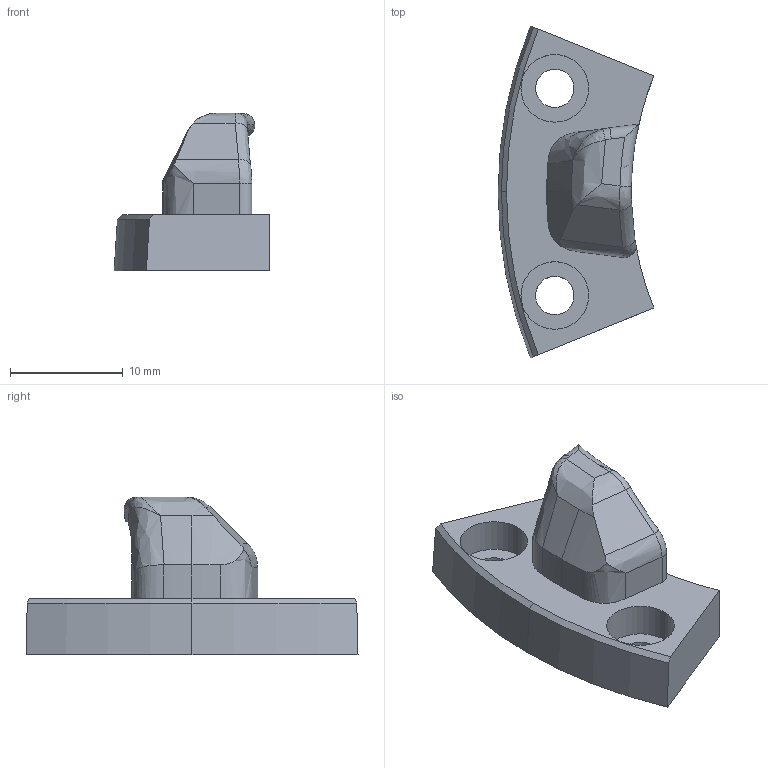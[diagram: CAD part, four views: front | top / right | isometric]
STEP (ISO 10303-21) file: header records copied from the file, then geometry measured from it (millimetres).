
FILE_DESCRIPTION (( 'STEP AP214' ), '1' );
FILE_NAME ('top_housing.STEP', '2025-03-31T14:03:28', ( '' ), ( '' ), 'SwSTEP 2.0', 'SolidWorks 2025', '' );
FILE_SCHEMA (( 'AUTOMOTIVE_DESIGN' ));
Length unit declared in the file: millimetre
Products named in the file (1): top_housing_cache_cable_fore
Bounding box: 13.82 x 29.45 x 14 mm (x, y, z)
Volume: 1313.6 mm3; surface area: 1329.9 mm2
Topology: 1 solids, 1 shells, 67 faces, 170 edges, 106 vertices
Faces by surface type: bspline 22, cylinder 19, plane 19, cone 6, torus 1
Entity records: 2840 total; most frequent: CARTESIAN_POINT 1429, ORIENTED_EDGE 338, DIRECTION 215, EDGE_CURVE 169, VERTEX_POINT 106, AXIS2_PLACEMENT_3D 84, EDGE_LOOP 73, B_SPLINE_CURVE_WITH_KNOTS 71
